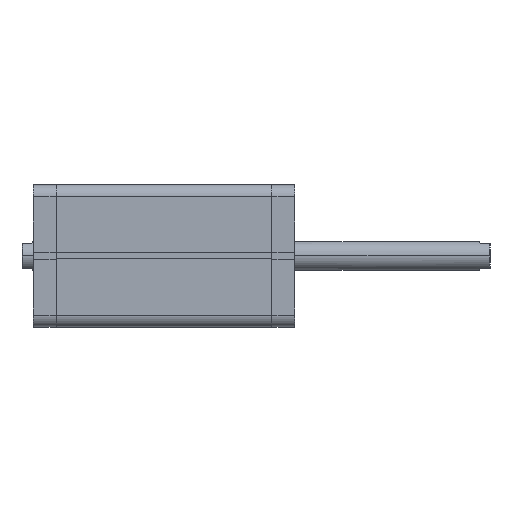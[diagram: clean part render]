
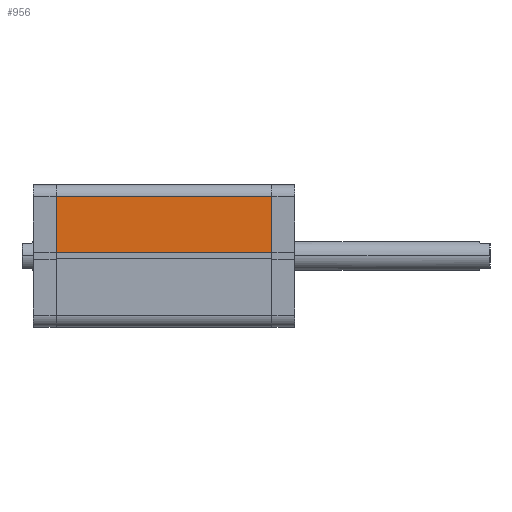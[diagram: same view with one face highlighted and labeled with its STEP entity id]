
A CAD part, top view. The second image highlights one B-rep face of the part: STEP entity #956.
In plain terms, the highlighted face is planar.
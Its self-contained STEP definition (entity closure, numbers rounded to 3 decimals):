
#13 = EDGE_LOOP ( 'NONE', ( #5561, #5560, #5559, #5558 ) ) ;
#70 = EDGE_CURVE ( 'NONE', #5934, #5931, #4585, .T. ) ;
#75 = EDGE_CURVE ( 'NONE', #5931, #5929, #4599, .T. ) ;
#79 = EDGE_CURVE ( 'NONE', #5934, #5933, #4605, .T. ) ;
#80 = EDGE_CURVE ( 'NONE', #5933, #5929, #4613, .T. ) ;
#599 = AXIS2_PLACEMENT_3D ( 'NONE', #1934, #1940, #1941 ) ;
#956 = ADVANCED_FACE ( 'NONE', ( #2971 ), #1931, .T. ) ;
#1931 = PLANE ( 'NONE',  #599 ) ;
#1934 = CARTESIAN_POINT ( 'NONE',  ( -51.5, 62., -187.5 ) ) ;
#1940 = DIRECTION ( 'NONE',  ( 0., 1., 0. ) ) ;
#1941 = DIRECTION ( 'NONE',  ( 0., 0., 1. ) ) ;
#2522 = CARTESIAN_POINT ( 'NONE',  ( -51.5, 62., 0. ) ) ;
#2524 = CARTESIAN_POINT ( 'NONE',  ( -51.5, 62., -187.5 ) ) ;
#2526 = CARTESIAN_POINT ( 'NONE',  ( -2.6, 62., 0. ) ) ;
#2527 = CARTESIAN_POINT ( 'NONE',  ( -2.6, 62., -187.5 ) ) ;
#2971 = FACE_OUTER_BOUND ( 'NONE', #13, .T. ) ;
#4585 = LINE ( 'NONE', #6033, #4595 ) ;
#4595 = VECTOR ( 'NONE', #6037, 1000. ) ;
#4599 = LINE ( 'NONE', #6044, #4604 ) ;
#4604 = VECTOR ( 'NONE', #6048, 1000. ) ;
#4605 = LINE ( 'NONE', #6051, #4611 ) ;
#4611 = VECTOR ( 'NONE', #6056, 1000. ) ;
#4613 = LINE ( 'NONE', #6057, #4614 ) ;
#4614 = VECTOR ( 'NONE', #6058, 1000. ) ;
#5558 = ORIENTED_EDGE ( 'NONE', *, *, #75, .T. ) ;
#5559 = ORIENTED_EDGE ( 'NONE', *, *, #70, .T. ) ;
#5560 = ORIENTED_EDGE ( 'NONE', *, *, #79, .F. ) ;
#5561 = ORIENTED_EDGE ( 'NONE', *, *, #80, .F. ) ;
#5929 = VERTEX_POINT ( 'NONE', #2522 ) ;
#5931 = VERTEX_POINT ( 'NONE', #2524 ) ;
#5933 = VERTEX_POINT ( 'NONE', #2526 ) ;
#5934 = VERTEX_POINT ( 'NONE', #2527 ) ;
#6033 = CARTESIAN_POINT ( 'NONE',  ( -51.5, 62., -187.5 ) ) ;
#6037 = DIRECTION ( 'NONE',  ( -1., 0., 0. ) ) ;
#6044 = CARTESIAN_POINT ( 'NONE',  ( -51.5, 62., -187.5 ) ) ;
#6048 = DIRECTION ( 'NONE',  ( 0., 0., 1. ) ) ;
#6051 = CARTESIAN_POINT ( 'NONE',  ( -2.6, 62., -187.5 ) ) ;
#6056 = DIRECTION ( 'NONE',  ( 0., 0., 1. ) ) ;
#6057 = CARTESIAN_POINT ( 'NONE',  ( -51.5, 62., 0. ) ) ;
#6058 = DIRECTION ( 'NONE',  ( -1., 0., 0. ) ) ;
